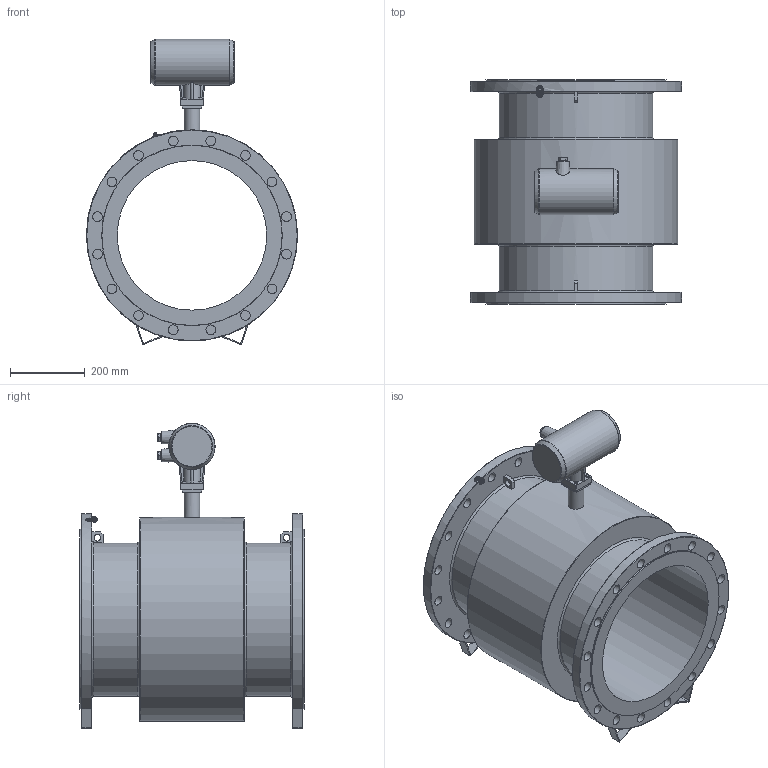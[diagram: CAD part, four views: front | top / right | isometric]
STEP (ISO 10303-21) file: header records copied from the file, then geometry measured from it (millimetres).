
FILE_DESCRIPTION(/* description */ (''),/* implementation_level */ '2;1');
FILE_NAME(/* name */ 'Flowmeter DN400 PN10 Compact.step',/* time_stamp */ '2023-10-05T13:34:53+03:00',/* author */ (''),/* organization */ (''),/* preprocessor_version */ 'ST-DEVELOPER v20',/* originating_system */ 'Autodesk Translation Framework v12.14.0.127',/* authorisation */ '');
FILE_SCHEMA (('AUTOMOTIVE_DESIGN { 1 0 10303 214 3 1 1 }'));
Length unit declared in the file: millimetre
Products named in the file (3): Flowmeter DN400 PN10; Flowmeter v11; A_Compact_version
Assembly tree (2 placements, depth 3):
  Flowmeter DN400 PN10
    Flowmeter v11
      A_Compact_version
Bounding box: 564.93 x 600 x 816.99 mm (x, y, z)
Volume: 41861050.9 mm3; surface area: 2571199.7 mm2
Topology: 1 solids, 6 shells, 669 faces, 1709 edges, 1101 vertices
Faces by surface type: plane 233, cylinder 174, bspline 157, cone 91, torus 14
Full cylindrical faces by diameter (mm): 3.332 x2, 3.961 x9, 4.234 x4, 5 x11, 5.5 x1, 6.5 x4, 8 x2, 10.394 x1, 12.394 x1, 14 x1, 17 x2, 18 x2, 18.137 x10, 18.631 x12, 26 x32, 29 x1, 42 x2, 72 x1, 110 x2, 113 x2, 123.5 x1, 400 x1, 411 x2, 482 x2, 545 x1
Entity records: 40087 total; most frequent: CARTESIAN_POINT 24843, ORIENTED_EDGE 3418, DIRECTION 2480, EDGE_CURVE 1709, VERTEX_POINT 1101, AXIS2_PLACEMENT_3D 911, EDGE_LOOP 826, FACE_OUTER_BOUND 669
